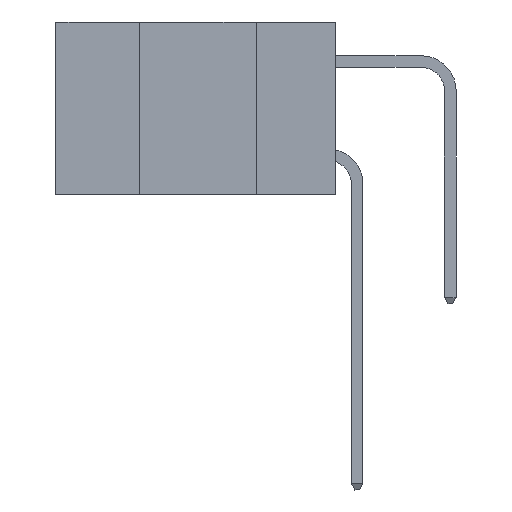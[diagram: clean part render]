
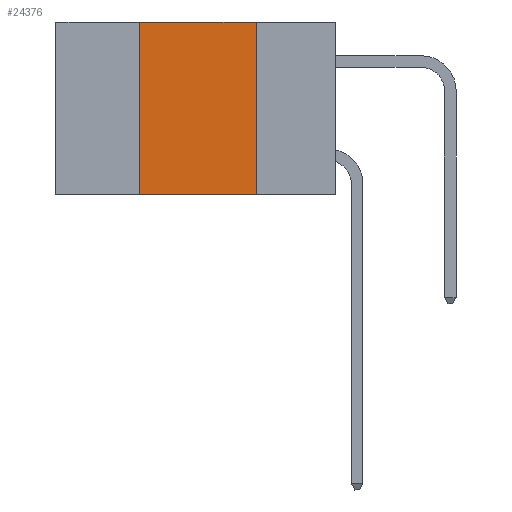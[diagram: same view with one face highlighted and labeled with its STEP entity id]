
A CAD part, left-side view. The second image highlights one B-rep face of the part: STEP entity #24376.
In plain terms, the highlighted planar face has unit normal (-1, 0, 0).
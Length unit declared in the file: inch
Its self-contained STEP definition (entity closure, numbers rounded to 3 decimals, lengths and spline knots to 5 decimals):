
#350 = CARTESIAN_POINT ( 'NONE',  ( 0., 0.6, 0. ) ) ;
#960 = CARTESIAN_POINT ( 'NONE',  ( 0., 0.6, -0.37 ) ) ;
#1177 = DIRECTION ( 'NONE',  ( 0., 0., -1. ) ) ;
#2063 = AXIS2_PLACEMENT_3D ( 'NONE', #5042, #7103, #21205 ) ;
#2450 = DIRECTION ( 'NONE',  ( 0., -1., 0. ) ) ;
#4525 = VECTOR ( 'NONE', #1177, 39.37008 ) ;
#5042 = CARTESIAN_POINT ( 'NONE',  ( 0., 0.6, 0. ) ) ;
#5392 = CARTESIAN_POINT ( 'NONE',  ( 0., 0.17, 0. ) ) ;
#6074 = ORIENTED_EDGE ( 'NONE', *, *, #7234, .T. ) ;
#7103 = DIRECTION ( 'NONE',  ( 1., 0., 0. ) ) ;
#7234 = EDGE_CURVE ( 'NONE', #19663, #25281, #8596, .T. ) ;
#8511 = ORIENTED_EDGE ( 'NONE', *, *, #24816, .F. ) ;
#8589 = ORIENTED_EDGE ( 'NONE', *, *, #8624, .F. ) ;
#8596 = LINE ( 'NONE', #960, #23364 ) ;
#8624 = EDGE_CURVE ( 'NONE', #19663, #16168, #23917, .T. ) ;
#9235 = VERTEX_POINT ( 'NONE', #5392 ) ;
#9591 = CARTESIAN_POINT ( 'NONE',  ( 0., 0.42, 0. ) ) ;
#9851 = CARTESIAN_POINT ( 'NONE',  ( 0., 0.17, -0.37 ) ) ;
#10162 = ORIENTED_EDGE ( 'NONE', *, *, #14003, .F. ) ;
#13875 = CARTESIAN_POINT ( 'NONE',  ( 0., 0.42, -0.37 ) ) ;
#14003 = EDGE_CURVE ( 'NONE', #9235, #25281, #20010, .T. ) ;
#15224 = VECTOR ( 'NONE', #2450, 39.37008 ) ;
#15529 = FACE_OUTER_BOUND ( 'NONE', #24000, .T. ) ;
#16168 = VERTEX_POINT ( 'NONE', #20927 ) ;
#17189 = PLANE ( 'NONE',  #2063 ) ;
#19219 = VECTOR ( 'NONE', #23654, 39.37008 ) ;
#19422 = CARTESIAN_POINT ( 'NONE',  ( 0., 0.17, 0. ) ) ;
#19663 = VERTEX_POINT ( 'NONE', #13875 ) ;
#20010 = LINE ( 'NONE', #19422, #4525 ) ;
#20927 = CARTESIAN_POINT ( 'NONE',  ( 0., 0.42, 0. ) ) ;
#21205 = DIRECTION ( 'NONE',  ( 0., 0., -1. ) ) ;
#23364 = VECTOR ( 'NONE', #25231, 39.37008 ) ;
#23654 = DIRECTION ( 'NONE',  ( 0., 0., 1. ) ) ;
#23917 = LINE ( 'NONE', #9591, #19219 ) ;
#24000 = EDGE_LOOP ( 'NONE', ( #10162, #8511, #8589, #6074 ) ) ;
#24376 = ADVANCED_FACE ( 'NONE', ( #15529 ), #17189, .F. ) ;
#24816 = EDGE_CURVE ( 'NONE', #16168, #9235, #25881, .T. ) ;
#25231 = DIRECTION ( 'NONE',  ( 0., -1., 0. ) ) ;
#25281 = VERTEX_POINT ( 'NONE', #9851 ) ;
#25881 = LINE ( 'NONE', #350, #15224 ) ;
